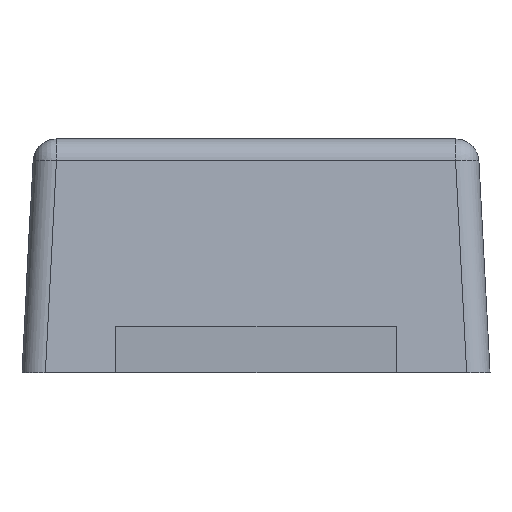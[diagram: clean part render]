
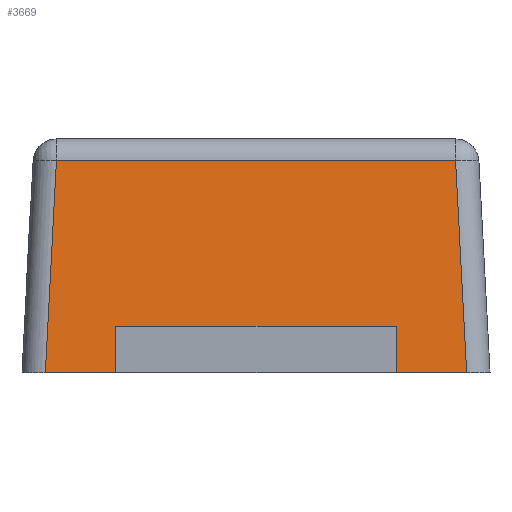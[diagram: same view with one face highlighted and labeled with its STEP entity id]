
A CAD part, left-side view. The second image highlights one B-rep face of the part: STEP entity #3669.
In plain terms, the highlighted planar face has unit normal (-0.996, 0, 0.087).
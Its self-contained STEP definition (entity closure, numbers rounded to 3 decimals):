
#107 = EDGE_CURVE ( 'NONE', #9673, #5651, #677, .T. ) ;
#255 = EDGE_CURVE ( 'NONE', #7230, #9673, #8274, .T. ) ;
#341 = VECTOR ( 'NONE', #1899, 1000. ) ;
#533 = ORIENTED_EDGE ( 'NONE', *, *, #9631, .T. ) ;
#568 = CARTESIAN_POINT ( 'NONE',  ( -1.7, 0.9, 0. ) ) ;
#677 = LINE ( 'NONE', #10039, #11006 ) ;
#696 = ORIENTED_EDGE ( 'NONE', *, *, #12900, .T. ) ;
#767 = CARTESIAN_POINT ( 'NONE',  ( -1.7, -0.901, -0.005 ) ) ;
#796 = DIRECTION ( 'NONE',  ( 0., -1., 0. ) ) ;
#952 = VECTOR ( 'NONE', #6655, 1000. ) ;
#1012 = ORIENTED_EDGE ( 'NONE', *, *, #255, .T. ) ;
#1547 = LINE ( 'NONE', #7639, #952 ) ;
#1899 = DIRECTION ( 'NONE',  ( 0., 1., 0. ) ) ;
#2116 = VECTOR ( 'NONE', #11643, 1000. ) ;
#2224 = VERTEX_POINT ( 'NONE', #9055 ) ;
#2327 = LINE ( 'NONE', #12684, #10717 ) ;
#2933 = CARTESIAN_POINT ( 'NONE',  ( -1.7, -1., 0. ) ) ;
#3052 = LINE ( 'NONE', #4839, #9144 ) ;
#3312 = CARTESIAN_POINT ( 'NONE',  ( -1.7, -0.6, 0. ) ) ;
#3669 = ADVANCED_FACE ( 'NONE', ( #8818 ), #12083, .T. ) ;
#3763 = ORIENTED_EDGE ( 'NONE', *, *, #9032, .T. ) ;
#4161 = CARTESIAN_POINT ( 'NONE',  ( -1.683, 0.6, 0.2 ) ) ;
#4514 = DIRECTION ( 'NONE',  ( 0.087, 0., 0.996 ) ) ;
#4839 = CARTESIAN_POINT ( 'NONE',  ( -1.683, -1., 0.2 ) ) ;
#4922 = DIRECTION ( 'NONE',  ( 0.087, 0.052, 0.995 ) ) ;
#5295 = VERTEX_POINT ( 'NONE', #7702 ) ;
#5404 = ORIENTED_EDGE ( 'NONE', *, *, #7144, .T. ) ;
#5427 = DIRECTION ( 'NONE',  ( -0.087, 0., -0.996 ) ) ;
#5573 = CARTESIAN_POINT ( 'NONE',  ( -1.691, 0.895, 0.099 ) ) ;
#5651 = VERTEX_POINT ( 'NONE', #11534 ) ;
#6262 = ORIENTED_EDGE ( 'NONE', *, *, #107, .T. ) ;
#6608 = VERTEX_POINT ( 'NONE', #11166 ) ;
#6626 = EDGE_CURVE ( 'NONE', #2224, #7230, #7261, .T. ) ;
#6655 = DIRECTION ( 'NONE',  ( 0., -1., 0. ) ) ;
#7029 = ORIENTED_EDGE ( 'NONE', *, *, #10714, .T. ) ;
#7144 = EDGE_CURVE ( 'NONE', #6608, #8542, #1547, .T. ) ;
#7230 = VERTEX_POINT ( 'NONE', #8358 ) ;
#7261 = LINE ( 'NONE', #12244, #341 ) ;
#7639 = CARTESIAN_POINT ( 'NONE',  ( -1.7, -1., 0. ) ) ;
#7702 = CARTESIAN_POINT ( 'NONE',  ( -1.683, -0.6, 0.2 ) ) ;
#7805 = VECTOR ( 'NONE', #4922, 1000. ) ;
#8241 = DIRECTION ( 'NONE',  ( 0.087, 0., 0.996 ) ) ;
#8274 = LINE ( 'NONE', #5573, #2116 ) ;
#8358 = CARTESIAN_POINT ( 'NONE',  ( -1.62, 0.853, 0.909 ) ) ;
#8542 = VERTEX_POINT ( 'NONE', #10160 ) ;
#8818 = FACE_OUTER_BOUND ( 'NONE', #11128, .T. ) ;
#9032 = EDGE_CURVE ( 'NONE', #5651, #11482, #2327, .T. ) ;
#9055 = CARTESIAN_POINT ( 'NONE',  ( -1.62, -0.853, 0.909 ) ) ;
#9064 = DIRECTION ( 'NONE',  ( -0.996, 0., 0.087 ) ) ;
#9144 = VECTOR ( 'NONE', #10194, 1000. ) ;
#9631 = EDGE_CURVE ( 'NONE', #8542, #2224, #10207, .T. ) ;
#9673 = VERTEX_POINT ( 'NONE', #568 ) ;
#9677 = ORIENTED_EDGE ( 'NONE', *, *, #6626, .T. ) ;
#9979 = AXIS2_PLACEMENT_3D ( 'NONE', #2933, #9064, #8241 ) ;
#10039 = CARTESIAN_POINT ( 'NONE',  ( -1.7, -1., 0. ) ) ;
#10160 = CARTESIAN_POINT ( 'NONE',  ( -1.7, -0.9, 0. ) ) ;
#10194 = DIRECTION ( 'NONE',  ( 0., -1., 0. ) ) ;
#10207 = LINE ( 'NONE', #767, #7805 ) ;
#10714 = EDGE_CURVE ( 'NONE', #11482, #5295, #3052, .T. ) ;
#10717 = VECTOR ( 'NONE', #4514, 1000. ) ;
#10843 = LINE ( 'NONE', #3312, #11853 ) ;
#11006 = VECTOR ( 'NONE', #796, 1000. ) ;
#11128 = EDGE_LOOP ( 'NONE', ( #6262, #3763, #7029, #696, #5404, #533, #9677, #1012 ) ) ;
#11166 = CARTESIAN_POINT ( 'NONE',  ( -1.7, -0.6, 0. ) ) ;
#11482 = VERTEX_POINT ( 'NONE', #4161 ) ;
#11534 = CARTESIAN_POINT ( 'NONE',  ( -1.7, 0.6, 0. ) ) ;
#11643 = DIRECTION ( 'NONE',  ( -0.087, 0.052, -0.995 ) ) ;
#11853 = VECTOR ( 'NONE', #5427, 1000. ) ;
#12083 = PLANE ( 'NONE',  #9979 ) ;
#12244 = CARTESIAN_POINT ( 'NONE',  ( -1.62, 0.948, 0.909 ) ) ;
#12684 = CARTESIAN_POINT ( 'NONE',  ( -1.7, 0.6, 0. ) ) ;
#12900 = EDGE_CURVE ( 'NONE', #5295, #6608, #10843, .T. ) ;
